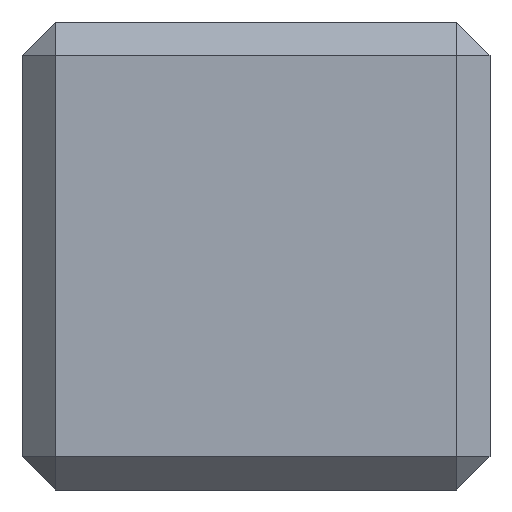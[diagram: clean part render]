
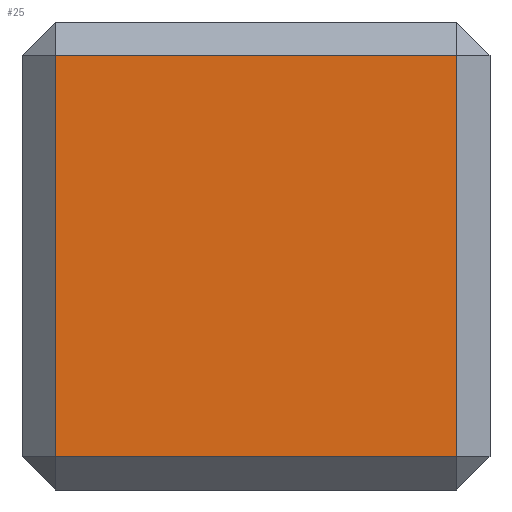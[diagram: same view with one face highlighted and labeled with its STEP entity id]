
A CAD part, front view. The second image highlights one B-rep face of the part: STEP entity #25.
In plain terms, the highlighted face is planar.
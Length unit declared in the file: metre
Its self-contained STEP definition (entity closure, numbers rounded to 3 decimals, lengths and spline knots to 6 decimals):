
#25 = ADVANCED_FACE ( 'NONE', ( #923 ), #292, .F. ) ;
#62 = DIRECTION ( 'NONE',  ( 0., 0., -1. ) ) ;
#94 = DIRECTION ( 'NONE',  ( 0., 1., 0. ) ) ;
#140 = VERTEX_POINT ( 'NONE', #910 ) ;
#146 = ORIENTED_EDGE ( 'NONE', *, *, #524, .T. ) ;
#167 = LINE ( 'NONE', #441, #560 ) ;
#230 = AXIS2_PLACEMENT_3D ( 'NONE', #901, #557, #94 ) ;
#252 = EDGE_LOOP ( 'NONE', ( #690, #1092, #1175, #146 ) ) ;
#269 = LINE ( 'NONE', #627, #616 ) ;
#292 = PLANE ( 'NONE',  #230 ) ;
#346 = DIRECTION ( 'NONE',  ( 0., 1., 0. ) ) ;
#395 = EDGE_CURVE ( 'NONE', #875, #425, #454, .T. ) ;
#415 = VECTOR ( 'NONE', #62, 1. ) ;
#425 = VERTEX_POINT ( 'NONE', #517 ) ;
#441 = CARTESIAN_POINT ( 'NONE',  ( 0.010905, 0., 0.006 ) ) ;
#454 = LINE ( 'NONE', #786, #415 ) ;
#517 = CARTESIAN_POINT ( 'NONE',  ( 0.010905, 0.001, -0.006 ) ) ;
#522 = EDGE_CURVE ( 'NONE', #425, #140, #269, .T. ) ;
#524 = EDGE_CURVE ( 'NONE', #140, #1135, #634, .T. ) ;
#557 = DIRECTION ( 'NONE',  ( -1., 0., 0. ) ) ;
#560 = VECTOR ( 'NONE', #892, 1. ) ;
#566 = VECTOR ( 'NONE', #1068, 1. ) ;
#577 = EDGE_CURVE ( 'NONE', #1135, #875, #167, .T. ) ;
#616 = VECTOR ( 'NONE', #346, 1. ) ;
#627 = CARTESIAN_POINT ( 'NONE',  ( 0.010905, 0.014, -0.006 ) ) ;
#634 = LINE ( 'NONE', #816, #566 ) ;
#690 = ORIENTED_EDGE ( 'NONE', *, *, #577, .T. ) ;
#786 = CARTESIAN_POINT ( 'NONE',  ( 0.010905, 0.001, 0.007 ) ) ;
#816 = CARTESIAN_POINT ( 'NONE',  ( 0.010905, 0.013, 0.007 ) ) ;
#837 = CARTESIAN_POINT ( 'NONE',  ( 0.010905, 0.013, 0.006 ) ) ;
#875 = VERTEX_POINT ( 'NONE', #952 ) ;
#892 = DIRECTION ( 'NONE',  ( 0., -1., 0. ) ) ;
#901 = CARTESIAN_POINT ( 'NONE',  ( 0.010905, 0.014, 0.007 ) ) ;
#910 = CARTESIAN_POINT ( 'NONE',  ( 0.010905, 0.013, -0.006 ) ) ;
#923 = FACE_OUTER_BOUND ( 'NONE', #252, .T. ) ;
#952 = CARTESIAN_POINT ( 'NONE',  ( 0.010905, 0.001, 0.006 ) ) ;
#1068 = DIRECTION ( 'NONE',  ( 0., 0., 1. ) ) ;
#1092 = ORIENTED_EDGE ( 'NONE', *, *, #395, .T. ) ;
#1135 = VERTEX_POINT ( 'NONE', #837 ) ;
#1175 = ORIENTED_EDGE ( 'NONE', *, *, #522, .T. ) ;
